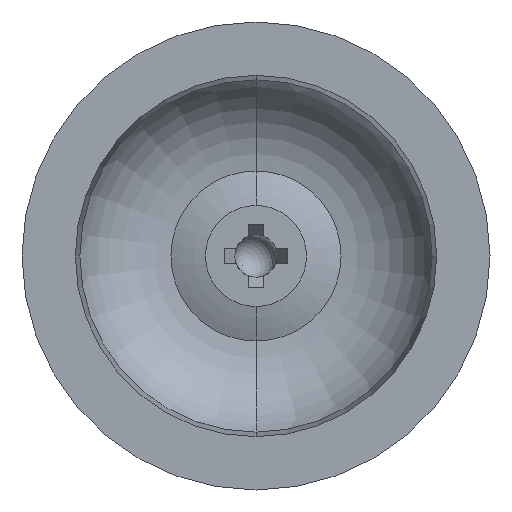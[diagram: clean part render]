
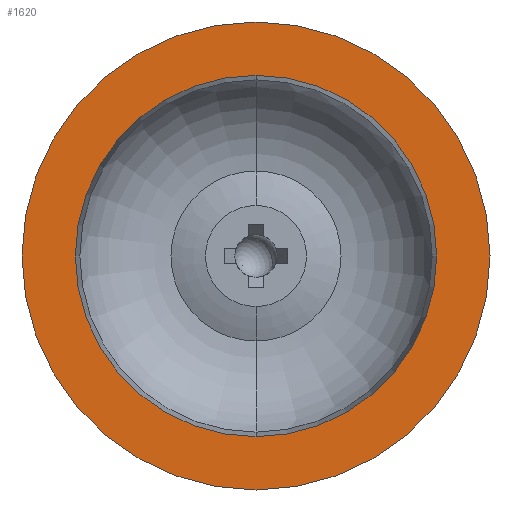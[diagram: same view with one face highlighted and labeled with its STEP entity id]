
A CAD part, front view. The second image highlights one B-rep face of the part: STEP entity #1620.
In plain terms, the highlighted planar face has unit normal (0, -1, 0).
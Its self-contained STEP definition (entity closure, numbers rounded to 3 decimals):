
#20 = CARTESIAN_POINT ( 'NONE',  ( 0., 0., 0. ) ) ;
#62 = VERTEX_POINT ( 'NONE', #1362 ) ;
#219 = CARTESIAN_POINT ( 'NONE',  ( 0., 0., -16.985 ) ) ;
#297 = ORIENTED_EDGE ( 'NONE', *, *, #2389, .F. ) ;
#442 = CARTESIAN_POINT ( 'NONE',  ( -22., 0., 0. ) ) ;
#690 = FACE_OUTER_BOUND ( 'NONE', #2110, .T. ) ;
#726 = CARTESIAN_POINT ( 'NONE',  ( 0., 0., 22. ) ) ;
#732 = AXIS2_PLACEMENT_3D ( 'NONE', #442, #1554, #1196 ) ;
#764 = DIRECTION ( 'NONE',  ( 0., 0., -1. ) ) ;
#801 = EDGE_CURVE ( 'NONE', #62, #1238, #1453, .T. ) ;
#829 = CIRCLE ( 'NONE', #2097, 22. ) ;
#1163 = CARTESIAN_POINT ( 'NONE',  ( 0., 0., 16.985 ) ) ;
#1185 = ORIENTED_EDGE ( 'NONE', *, *, #1921, .F. ) ;
#1196 = DIRECTION ( 'NONE',  ( 0., 0., 1. ) ) ;
#1238 = VERTEX_POINT ( 'NONE', #726 ) ;
#1244 = AXIS2_PLACEMENT_3D ( 'NONE', #20, #2075, #764 ) ;
#1266 = ORIENTED_EDGE ( 'NONE', *, *, #1719, .F. ) ;
#1286 = VERTEX_POINT ( 'NONE', #1163 ) ;
#1362 = CARTESIAN_POINT ( 'NONE',  ( 0., 0., -22. ) ) ;
#1432 = CARTESIAN_POINT ( 'NONE',  ( 0., 0., 0. ) ) ;
#1434 = DIRECTION ( 'NONE',  ( 0., 1., 0. ) ) ;
#1453 = CIRCLE ( 'NONE', #1665, 22. ) ;
#1554 = DIRECTION ( 'NONE',  ( 0., 1., 0. ) ) ;
#1620 = ADVANCED_FACE ( 'NONE', ( #1697, #690 ), #1739, .F. ) ;
#1647 = AXIS2_PLACEMENT_3D ( 'NONE', #1432, #2148, #2186 ) ;
#1665 = AXIS2_PLACEMENT_3D ( 'NONE', #1991, #1434, #2198 ) ;
#1697 = FACE_BOUND ( 'NONE', #2136, .T. ) ;
#1719 = EDGE_CURVE ( 'NONE', #1286, #1975, #2247, .T. ) ;
#1739 = PLANE ( 'NONE',  #732 ) ;
#1759 = ORIENTED_EDGE ( 'NONE', *, *, #801, .F. ) ;
#1871 = CARTESIAN_POINT ( 'NONE',  ( 0., 0., 0. ) ) ;
#1881 = DIRECTION ( 'NONE',  ( 0., 0., -1. ) ) ;
#1921 = EDGE_CURVE ( 'NONE', #1975, #1286, #2033, .T. ) ;
#1975 = VERTEX_POINT ( 'NONE', #219 ) ;
#1991 = CARTESIAN_POINT ( 'NONE',  ( 0., 0., 0. ) ) ;
#2033 = CIRCLE ( 'NONE', #1244, 16.985 ) ;
#2069 = DIRECTION ( 'NONE',  ( 0., 1., 0. ) ) ;
#2075 = DIRECTION ( 'NONE',  ( 0., -1., 0. ) ) ;
#2097 = AXIS2_PLACEMENT_3D ( 'NONE', #1871, #2069, #1881 ) ;
#2110 = EDGE_LOOP ( 'NONE', ( #1759, #297 ) ) ;
#2136 = EDGE_LOOP ( 'NONE', ( #1185, #1266 ) ) ;
#2148 = DIRECTION ( 'NONE',  ( 0., -1., 0. ) ) ;
#2186 = DIRECTION ( 'NONE',  ( 0., 0., -1. ) ) ;
#2198 = DIRECTION ( 'NONE',  ( 0., 0., -1. ) ) ;
#2247 = CIRCLE ( 'NONE', #1647, 16.985 ) ;
#2389 = EDGE_CURVE ( 'NONE', #1238, #62, #829, .T. ) ;
